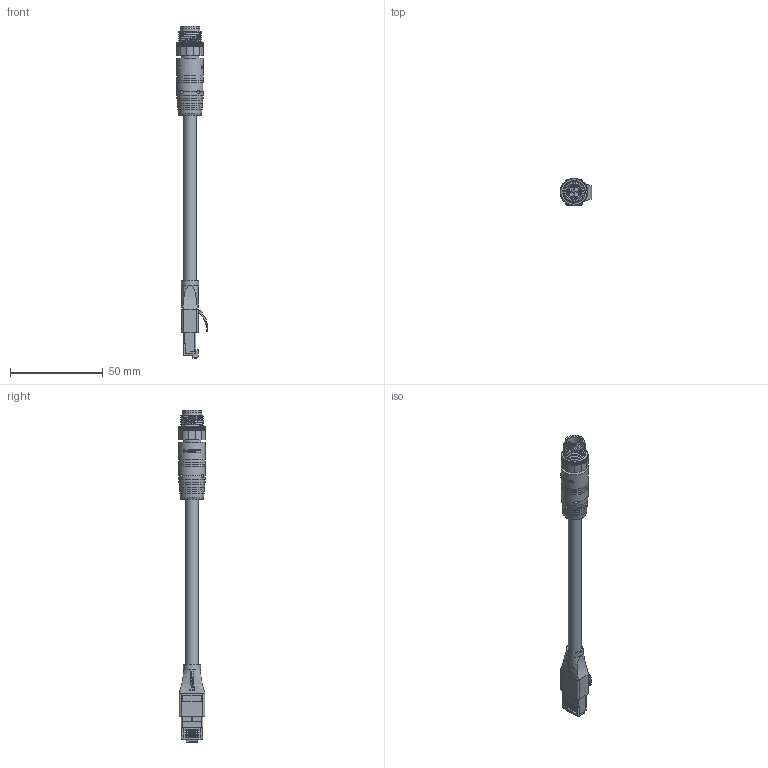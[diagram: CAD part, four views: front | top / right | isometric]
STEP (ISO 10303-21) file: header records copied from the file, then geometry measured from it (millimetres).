
FILE_DESCRIPTION (( 'STEP AP214' ), '1' );
FILE_NAME ('TRG610-T6T.STEP', '2018-04-06T20:08:01', ( '' ), ( '' ), 'SwSTEP 2.0', 'SolidWorks 2017', '' );
FILE_SCHEMA (( 'AUTOMOTIVE_DESIGN' ));
Length unit declared in the file: millimetre
Products named in the file (17): 1AD03-013-MA2; 1AD03-013-MA3_BLUNT CUT LATCH; 1AA13-159; 1AA13-159 -MA1_Type 2 ; 1AA13-159-MA6; 1AA13-159 -MA5; 1AA13-159 -MA3; 1AA13-159 -MA2; 1AA13-159 -MA4; MTN-950_CODE D; TRG610-T6T; 1AL04-078_L=130MM; 1AY01-355_NEW LOGO, entry size not shown; 1AD03-013_BLUNT CUT LATCH; TDS8PC5-MA3; 1AD03-013-MA4_crimped strain relief; 1AD03-013-MA1
Assembly tree (30 placements, depth 4):
  TRG610-T6T
    MTN-950_CODE D
    1AA13-159
      1AA13-159 -MA5
        1AA13-159 -MA4
        1AA13-159 -MA2
        1AA13-159 -MA3  x8
      1AA13-159-MA6
      1AA13-159 -MA1_Type 2 
    1AD03-013_BLUNT CUT LATCH
      1AD03-013-MA3_BLUNT CUT LATCH
      1AD03-013-MA2
      1AD03-013-MA1
      1AD03-013-MA4_crimped strain relief
      TDS8PC5-MA3  x8
    1AY01-355_NEW LOGO, entry size not shown
    1AL04-078_L=130MM
Bounding box: 17.06 x 14.5 x 178.65 mm (x, y, z)
Volume: 14346.2 mm3; surface area: 15898 mm2
Topology: 27 solids, 27 shells, 1840 faces, 4799 edges, 3027 vertices
Faces by surface type: plane 1156, cylinder 367, cone 154, bspline 141, sphere 16, torus 6
Full cylindrical faces by diameter (mm): 0.6 x16, 0.8 x8, 0.9 x8, 1.1 x16, 1.2 x16, 1.321 x2, 1.5 x4, 5.334 x1, 6.35 x1, 6.985 x1, 7.1 x1, 8 x1, 8.3 x1, 9.2 x1, 9.25 x1, 9.4 x1, 9.5 x2, 9.7 x1, 10.3 x1, 10.5 x1, 10.6 x1, 11 x1, 11.3 x1, 11.5 x2, 14.1 x2, 14.5 x3
Entity records: 53949 total; most frequent: CARTESIAN_POINT 17146, ORIENTED_EDGE 7920, DIRECTION 6673, EDGE_CURVE 3960, VERTEX_POINT 2525, VECTOR 2343, LINE 2343, AXIS2_PLACEMENT_3D 2165
